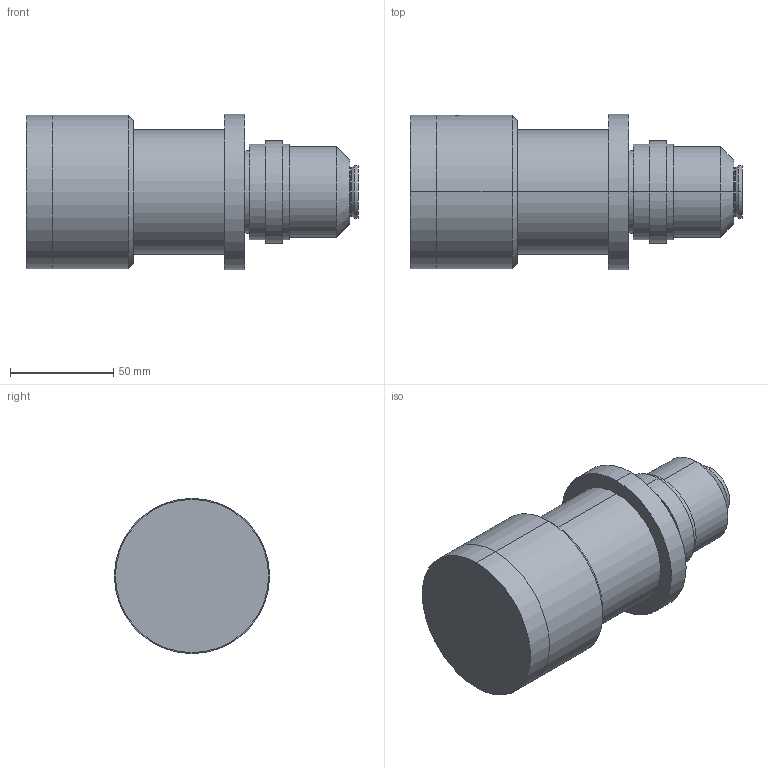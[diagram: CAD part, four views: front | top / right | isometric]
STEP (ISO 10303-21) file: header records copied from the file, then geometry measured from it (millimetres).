
FILE_DESCRIPTION (( 'STEP AP203' ), '1' );
FILE_NAME ('S5LPJ2499_02.STEP', '2017-04-24T06:02:53', ( '' ), ( '' ), 'SwSTEP 2.0', 'SolidWorks 2016', '' );
FILE_SCHEMA (( 'CONFIG_CONTROL_DESIGN' ));
Length unit declared in the file: millimetre
Products named in the file (1): S5LPJ2499_02
Bounding box: 160.45 x 75 x 75 mm (x, y, z)
Volume: 471492 mm3; surface area: 43146.2 mm2
Topology: 1 solids, 1 shells, 60 faces, 121 edges, 74 vertices
Faces by surface type: cylinder 25, plane 22, cone 9, torus 4
Entity records: 1680 total; most frequent: CARTESIAN_POINT 305, DIRECTION 303, ORIENTED_EDGE 242, AXIS2_PLACEMENT_3D 128, EDGE_CURVE 121, VERTEX_POINT 74, EDGE_LOOP 71, CIRCLE 67
